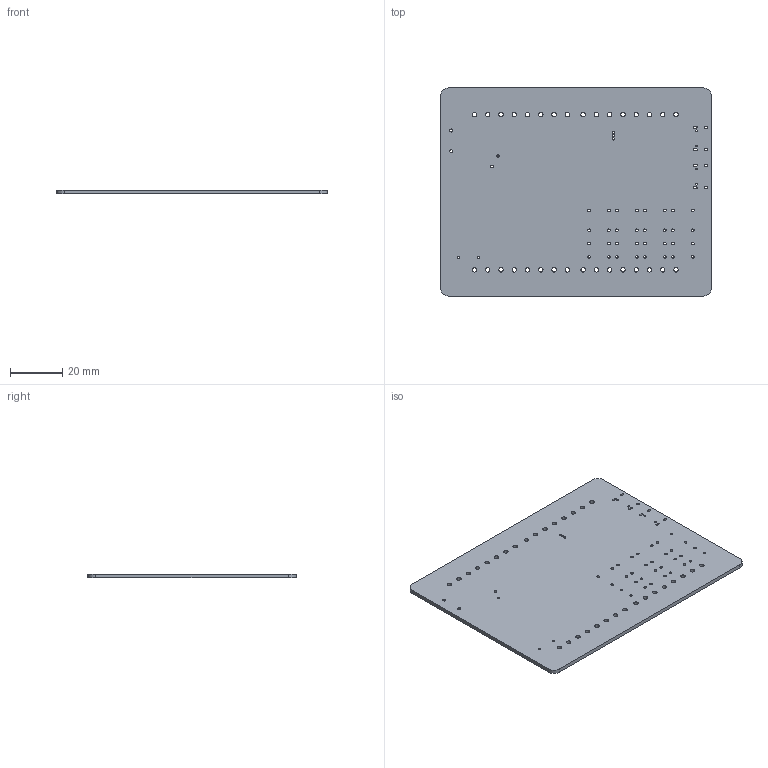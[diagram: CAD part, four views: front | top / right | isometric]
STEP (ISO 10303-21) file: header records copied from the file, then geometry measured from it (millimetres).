
FILE_DESCRIPTION(('KiCad electronic assembly'),'2;1');
FILE_NAME('PLC.step','2025-11-20T18:15:52',('Pcbnew'),('Kicad'), 'Open CASCADE STEP processor 7.9','KiCad to STEP converter','Unknown' );
FILE_SCHEMA(('AUTOMOTIVE_DESIGN { 1 0 10303 214 1 1 1 1 }'));
Length unit declared in the file: millimetre
Products named in the file (2): PLC 1; PLC_PCB
Assembly tree (1 placements, depth 2):
  PLC 1
    PLC_PCB
Bounding box: 103.62 x 79.61 x 1.51 mm (x, y, z)
Volume: 12272 mm3; surface area: 17312.8 mm2
Topology: 1 solids, 1 shells, 257 faces, 765 edges, 510 vertices
Faces by surface type: plane 166, cylinder 91
Full cylindrical faces by diameter (mm): 0.85 x3, 0.914 x2, 1 x34, 1.7 x32
Entity records: 8998 total; most frequent: CARTESIAN_POINT 1534, ORIENTED_EDGE 1530, DIRECTION 1465, EDGE_CURVE 765, LINE 583, VECTOR 583, VERTEX_POINT 510, AXIS2_PLACEMENT_3D 441
